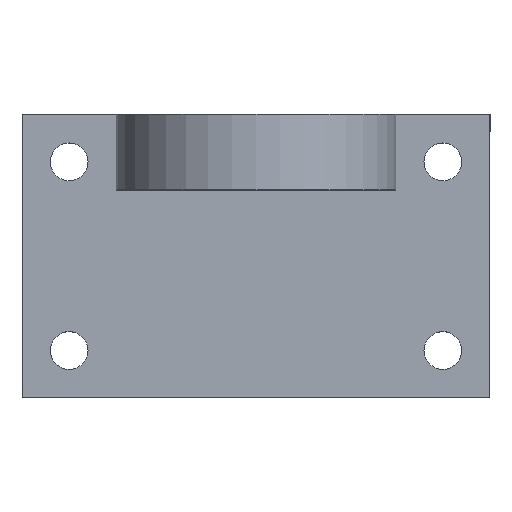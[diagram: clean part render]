
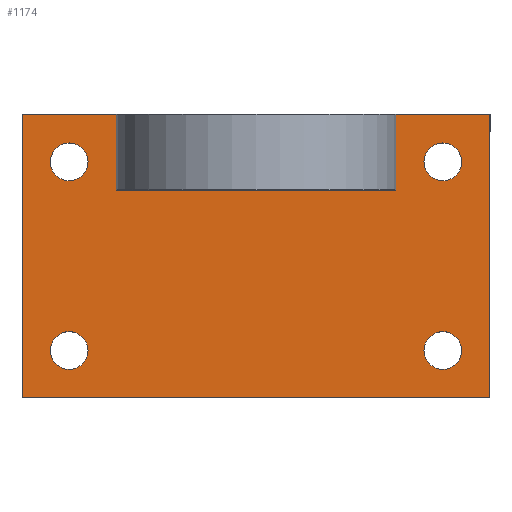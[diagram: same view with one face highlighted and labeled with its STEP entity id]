
A CAD part, top view. The second image highlights one B-rep face of the part: STEP entity #1174.
In plain terms, the highlighted planar face has unit normal (0, 0, 1).
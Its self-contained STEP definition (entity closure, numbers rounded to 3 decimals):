
#4 = VECTOR ( 'NONE', #11, 1000. ) ;
#11 = DIRECTION ( 'NONE',  ( 0., 1., 0. ) ) ;
#24 = EDGE_LOOP ( 'NONE', ( #187, #845, #1083, #909, #328, #1344, #30, #47 ) ) ;
#30 = ORIENTED_EDGE ( 'NONE', *, *, #918, .F. ) ;
#37 = VERTEX_POINT ( 'NONE', #741 ) ;
#46 = EDGE_CURVE ( 'NONE', #1092, #517, #399, .T. ) ;
#47 = ORIENTED_EDGE ( 'NONE', *, *, #776, .F. ) ;
#58 = VECTOR ( 'NONE', #808, 1000. ) ;
#69 = LINE ( 'NONE', #783, #1114 ) ;
#72 = VERTEX_POINT ( 'NONE', #214 ) ;
#100 = CARTESIAN_POINT ( 'NONE',  ( 19.8, -92., 44. ) ) ;
#108 = CARTESIAN_POINT ( 'NONE',  ( 19.8, -90., 44. ) ) ;
#115 = CARTESIAN_POINT ( 'NONE',  ( 19.8, -112., 44. ) ) ;
#121 = DIRECTION ( 'NONE',  ( 0., -1., 0. ) ) ;
#128 = DIRECTION ( 'NONE',  ( 0., 1., 0. ) ) ;
#136 = ORIENTED_EDGE ( 'NONE', *, *, #1354, .T. ) ;
#150 = AXIS2_PLACEMENT_3D ( 'NONE', #621, #355, #945 ) ;
#165 = EDGE_CURVE ( 'NONE', #229, #445, #901, .T. ) ;
#172 = CIRCLE ( 'NONE', #283, 2. ) ;
#184 = EDGE_CURVE ( 'NONE', #634, #397, #650, .T. ) ;
#187 = ORIENTED_EDGE ( 'NONE', *, *, #718, .F. ) ;
#189 = FACE_BOUND ( 'NONE', #818, .T. ) ;
#199 = EDGE_CURVE ( 'NONE', #37, #1141, #661, .T. ) ;
#213 = CARTESIAN_POINT ( 'NONE',  ( 19.8, -92., 44. ) ) ;
#214 = CARTESIAN_POINT ( 'NONE',  ( 14.8, -87., 44. ) ) ;
#229 = VERTEX_POINT ( 'NONE', #269 ) ;
#252 = ORIENTED_EDGE ( 'NONE', *, *, #781, .T. ) ;
#259 = CIRCLE ( 'NONE', #1033, 2. ) ;
#269 = CARTESIAN_POINT ( 'NONE',  ( -19.8, -94., 44. ) ) ;
#278 = AXIS2_PLACEMENT_3D ( 'NONE', #664, #967, #658 ) ;
#283 = AXIS2_PLACEMENT_3D ( 'NONE', #100, #520, #296 ) ;
#296 = DIRECTION ( 'NONE',  ( 0., -1., 0. ) ) ;
#307 = ORIENTED_EDGE ( 'NONE', *, *, #165, .T. ) ;
#328 = ORIENTED_EDGE ( 'NONE', *, *, #1251, .F. ) ;
#338 = LINE ( 'NONE', #523, #1062 ) ;
#341 = EDGE_LOOP ( 'NONE', ( #252, #1110 ) ) ;
#353 = LINE ( 'NONE', #655, #815 ) ;
#355 = DIRECTION ( 'NONE',  ( 0., 0., -1. ) ) ;
#397 = VERTEX_POINT ( 'NONE', #720 ) ;
#398 = CARTESIAN_POINT ( 'NONE',  ( -14.8, -95., 44. ) ) ;
#399 = CIRCLE ( 'NONE', #573, 2. ) ;
#405 = DIRECTION ( 'NONE',  ( 0., 0., -1. ) ) ;
#410 = EDGE_CURVE ( 'NONE', #445, #229, #701, .T. ) ;
#422 = DIRECTION ( 'NONE',  ( 0., 1., 0. ) ) ;
#445 = VERTEX_POINT ( 'NONE', #1161 ) ;
#461 = VECTOR ( 'NONE', #1149, 1000. ) ;
#482 = EDGE_LOOP ( 'NONE', ( #307, #609 ) ) ;
#517 = VERTEX_POINT ( 'NONE', #1112 ) ;
#518 = CARTESIAN_POINT ( 'NONE',  ( -14.8, -95., 44. ) ) ;
#520 = DIRECTION ( 'NONE',  ( 0., 0., -1. ) ) ;
#523 = CARTESIAN_POINT ( 'NONE',  ( -14.8, -95., 44. ) ) ;
#526 = FACE_BOUND ( 'NONE', #341, .T. ) ;
#536 = DIRECTION ( 'NONE',  ( 0., 0., -1. ) ) ;
#538 = CARTESIAN_POINT ( 'NONE',  ( 24.8, -117., 44. ) ) ;
#540 = LINE ( 'NONE', #957, #4 ) ;
#541 = CARTESIAN_POINT ( 'NONE',  ( -19.8, -92., 44. ) ) ;
#548 = EDGE_CURVE ( 'NONE', #895, #72, #353, .T. ) ;
#573 = AXIS2_PLACEMENT_3D ( 'NONE', #115, #536, #628 ) ;
#593 = DIRECTION ( 'NONE',  ( 1., 0., 0. ) ) ;
#604 = CARTESIAN_POINT ( 'NONE',  ( -19.8, -110., 44. ) ) ;
#608 = VERTEX_POINT ( 'NONE', #987 ) ;
#609 = ORIENTED_EDGE ( 'NONE', *, *, #410, .T. ) ;
#610 = DIRECTION ( 'NONE',  ( 0., 0., -1. ) ) ;
#614 = CIRCLE ( 'NONE', #1030, 2. ) ;
#618 = FACE_OUTER_BOUND ( 'NONE', #24, .T. ) ;
#619 = CARTESIAN_POINT ( 'NONE',  ( 0., -117., 44. ) ) ;
#621 = CARTESIAN_POINT ( 'NONE',  ( -19.8, -92., 44. ) ) ;
#627 = CARTESIAN_POINT ( 'NONE',  ( 24.8, 0., 44. ) ) ;
#628 = DIRECTION ( 'NONE',  ( 0., -1., 0. ) ) ;
#632 = DIRECTION ( 'NONE',  ( 0., -1., 0. ) ) ;
#634 = VERTEX_POINT ( 'NONE', #978 ) ;
#649 = CARTESIAN_POINT ( 'NONE',  ( 19.8, -94., 44. ) ) ;
#650 = LINE ( 'NONE', #1073, #1199 ) ;
#654 = EDGE_CURVE ( 'NONE', #778, #895, #338, .T. ) ;
#655 = CARTESIAN_POINT ( 'NONE',  ( 14.8, -95., 44. ) ) ;
#658 = DIRECTION ( 'NONE',  ( 0., -1., 0. ) ) ;
#661 = CIRCLE ( 'NONE', #1178, 2. ) ;
#664 = CARTESIAN_POINT ( 'NONE',  ( -19.8, -112., 44. ) ) ;
#701 = CIRCLE ( 'NONE', #150, 2. ) ;
#704 = VERTEX_POINT ( 'NONE', #108 ) ;
#711 = DIRECTION ( 'NONE',  ( 0., 0., -1. ) ) ;
#717 = FACE_BOUND ( 'NONE', #890, .T. ) ;
#718 = EDGE_CURVE ( 'NONE', #608, #1312, #1236, .T. ) ;
#720 = CARTESIAN_POINT ( 'NONE',  ( -14.8, -87., 44. ) ) ;
#724 = ORIENTED_EDGE ( 'NONE', *, *, #46, .T. ) ;
#741 = CARTESIAN_POINT ( 'NONE',  ( -19.8, -114., 44. ) ) ;
#748 = EDGE_CURVE ( 'NONE', #704, #858, #172, .T. ) ;
#776 = EDGE_CURVE ( 'NONE', #1312, #785, #953, .T. ) ;
#778 = VERTEX_POINT ( 'NONE', #947 ) ;
#781 = EDGE_CURVE ( 'NONE', #858, #704, #614, .T. ) ;
#783 = CARTESIAN_POINT ( 'NONE',  ( 0., -87., 44. ) ) ;
#785 = VERTEX_POINT ( 'NONE', #1063 ) ;
#801 = CARTESIAN_POINT ( 'NONE',  ( 19.8, -110., 44. ) ) ;
#808 = DIRECTION ( 'NONE',  ( 0., -1., 0. ) ) ;
#815 = VECTOR ( 'NONE', #128, 1000. ) ;
#818 = EDGE_LOOP ( 'NONE', ( #975, #136 ) ) ;
#819 = PLANE ( 'NONE',  #830 ) ;
#824 = DIRECTION ( 'NONE',  ( 0., -1., 0. ) ) ;
#830 = AXIS2_PLACEMENT_3D ( 'NONE', #518, #610, #422 ) ;
#845 = ORIENTED_EDGE ( 'NONE', *, *, #1032, .F. ) ;
#850 = DIRECTION ( 'NONE',  ( 0., 0., -1. ) ) ;
#855 = AXIS2_PLACEMENT_3D ( 'NONE', #541, #850, #121 ) ;
#858 = VERTEX_POINT ( 'NONE', #649 ) ;
#880 = VECTOR ( 'NONE', #1157, 1000. ) ;
#890 = EDGE_LOOP ( 'NONE', ( #1013, #724 ) ) ;
#895 = VERTEX_POINT ( 'NONE', #1071 ) ;
#901 = CIRCLE ( 'NONE', #855, 2. ) ;
#909 = ORIENTED_EDGE ( 'NONE', *, *, #654, .F. ) ;
#918 = EDGE_CURVE ( 'NONE', #785, #634, #540, .T. ) ;
#929 = CARTESIAN_POINT ( 'NONE',  ( -19.8, -112., 44. ) ) ;
#938 = FACE_BOUND ( 'NONE', #482, .T. ) ;
#945 = DIRECTION ( 'NONE',  ( 0., -1., 0. ) ) ;
#946 = DIRECTION ( 'NONE',  ( 0., -1., 0. ) ) ;
#947 = CARTESIAN_POINT ( 'NONE',  ( -14.8, -95., 44. ) ) ;
#953 = LINE ( 'NONE', #619, #461 ) ;
#957 = CARTESIAN_POINT ( 'NONE',  ( -24.8, 0., 44. ) ) ;
#967 = DIRECTION ( 'NONE',  ( 0., 0., -1. ) ) ;
#975 = ORIENTED_EDGE ( 'NONE', *, *, #199, .T. ) ;
#978 = CARTESIAN_POINT ( 'NONE',  ( -24.8, -87., 44. ) ) ;
#987 = CARTESIAN_POINT ( 'NONE',  ( 24.8, -87., 44. ) ) ;
#1013 = ORIENTED_EDGE ( 'NONE', *, *, #1180, .T. ) ;
#1027 = DIRECTION ( 'NONE',  ( 1., 0., 0. ) ) ;
#1030 = AXIS2_PLACEMENT_3D ( 'NONE', #213, #711, #632 ) ;
#1032 = EDGE_CURVE ( 'NONE', #72, #608, #69, .T. ) ;
#1033 = AXIS2_PLACEMENT_3D ( 'NONE', #1042, #405, #946 ) ;
#1042 = CARTESIAN_POINT ( 'NONE',  ( 19.8, -112., 44. ) ) ;
#1062 = VECTOR ( 'NONE', #1027, 1000. ) ;
#1063 = CARTESIAN_POINT ( 'NONE',  ( -24.8, -117., 44. ) ) ;
#1071 = CARTESIAN_POINT ( 'NONE',  ( 14.8, -95., 44. ) ) ;
#1073 = CARTESIAN_POINT ( 'NONE',  ( 0., -87., 44. ) ) ;
#1083 = ORIENTED_EDGE ( 'NONE', *, *, #548, .F. ) ;
#1092 = VERTEX_POINT ( 'NONE', #801 ) ;
#1110 = ORIENTED_EDGE ( 'NONE', *, *, #748, .T. ) ;
#1112 = CARTESIAN_POINT ( 'NONE',  ( 19.8, -114., 44. ) ) ;
#1114 = VECTOR ( 'NONE', #593, 1000. ) ;
#1131 = CIRCLE ( 'NONE', #278, 2. ) ;
#1141 = VERTEX_POINT ( 'NONE', #604 ) ;
#1149 = DIRECTION ( 'NONE',  ( -1., 0., 0. ) ) ;
#1157 = DIRECTION ( 'NONE',  ( 0., -1., 0. ) ) ;
#1161 = CARTESIAN_POINT ( 'NONE',  ( -19.8, -90., 44. ) ) ;
#1174 = ADVANCED_FACE ( 'NONE', ( #189, #717, #938, #526, #618 ), #819, .F. ) ;
#1178 = AXIS2_PLACEMENT_3D ( 'NONE', #929, #1337, #824 ) ;
#1180 = EDGE_CURVE ( 'NONE', #517, #1092, #259, .T. ) ;
#1199 = VECTOR ( 'NONE', #1306, 1000. ) ;
#1236 = LINE ( 'NONE', #627, #880 ) ;
#1251 = EDGE_CURVE ( 'NONE', #397, #778, #1323, .T. ) ;
#1306 = DIRECTION ( 'NONE',  ( 1., 0., 0. ) ) ;
#1312 = VERTEX_POINT ( 'NONE', #538 ) ;
#1323 = LINE ( 'NONE', #398, #58 ) ;
#1337 = DIRECTION ( 'NONE',  ( 0., 0., -1. ) ) ;
#1344 = ORIENTED_EDGE ( 'NONE', *, *, #184, .F. ) ;
#1354 = EDGE_CURVE ( 'NONE', #1141, #37, #1131, .T. ) ;
